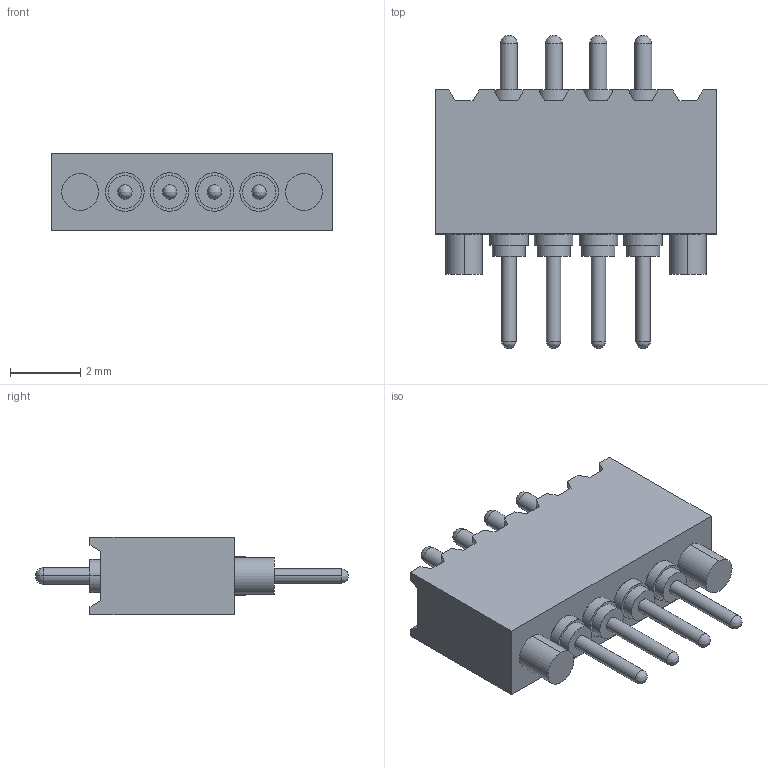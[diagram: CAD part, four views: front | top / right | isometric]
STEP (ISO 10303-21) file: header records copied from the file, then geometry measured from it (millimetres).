
FILE_DESCRIPTION (( 'STEP AP214' ), '1' );
FILE_NAME ('854-22-004-10-001101.STEP', '2023-05-02T14:34:46', ( '' ), ( '' ), 'SwSTEP 2.0', 'SolidWorks 2022', '' );
FILE_SCHEMA (( 'AUTOMOTIVE_DESIGN' ));
Length unit declared in the file: millimetre
Products named in the file (3): 0985_default; P8XX-18-013-02-090000_P804-18-013-02-090000; 854-22-004-10-001101
Assembly tree (5 placements, depth 2):
  854-22-004-10-001101
    P8XX-18-013-02-090000_P804-18-013-02-090000
    0985_default  x4
Bounding box: 8 x 8.89 x 2.21 mm (x, y, z)
Volume: 72.9 mm3; surface area: 254.6 mm2
Topology: 5 solids, 5 shells, 160 faces, 400 edges, 248 vertices
Faces by surface type: plane 80, cylinder 60, bspline 12, cone 8
Entity records: 4105 total; most frequent: CARTESIAN_POINT 558, DIRECTION 498, ORIENTED_EDGE 494, EDGE_CURVE 247, VECTOR 194, LINE 194, VERTEX_POINT 164, AXIS2_PLACEMENT_3D 152
